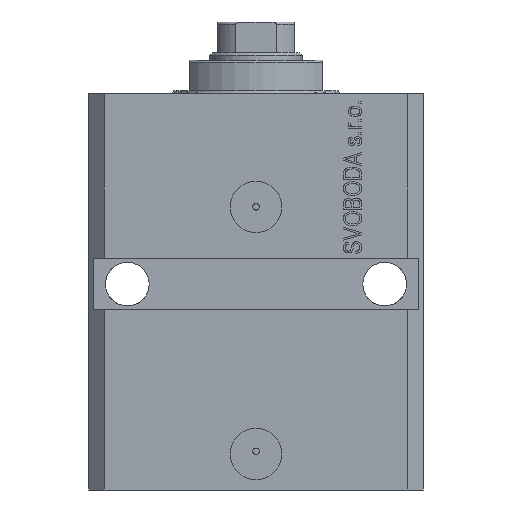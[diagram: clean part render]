
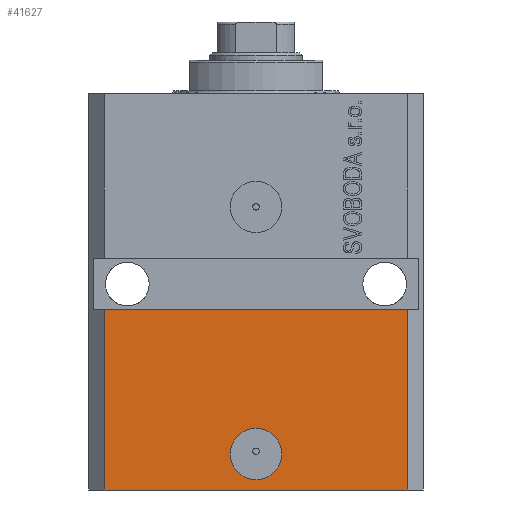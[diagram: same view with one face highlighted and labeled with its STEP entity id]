
A CAD part, front view. The second image highlights one B-rep face of the part: STEP entity #41627.
In plain terms, the highlighted planar face has unit normal (0, -1, 0).
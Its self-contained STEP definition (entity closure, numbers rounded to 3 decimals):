
#3109 = ORIENTED_EDGE ( 'NONE', *, *, #17607, .T. ) ;
#3560 = DIRECTION ( 'NONE',  ( 0., -1., 0. ) ) ;
#3711 = VERTEX_POINT ( 'NONE', #17558 ) ;
#4225 = FACE_BOUND ( 'NONE', #13964, .T. ) ;
#4901 = CARTESIAN_POINT ( 'NONE',  ( 29.5, -22.5, -77. ) ) ;
#5349 = DIRECTION ( 'NONE',  ( 0., 0., 1. ) ) ;
#5404 = DIRECTION ( 'NONE',  ( 1., 0., 0. ) ) ;
#5846 = VECTOR ( 'NONE', #5349, 1000. ) ;
#7150 = CARTESIAN_POINT ( 'NONE',  ( -29.5, -22.5, -77. ) ) ;
#8263 = LINE ( 'NONE', #4901, #5846 ) ;
#8346 = CARTESIAN_POINT ( 'NONE',  ( -29.5, -22.5, -77. ) ) ;
#9175 = DIRECTION ( 'NONE',  ( 1., 0., 0. ) ) ;
#9646 = EDGE_CURVE ( 'NONE', #13830, #23872, #8263, .T. ) ;
#11066 = ORIENTED_EDGE ( 'NONE', *, *, #29102, .F. ) ;
#11263 = CARTESIAN_POINT ( 'NONE',  ( -5., -22.5, -70. ) ) ;
#12346 = LINE ( 'NONE', #43117, #29619 ) ;
#13830 = VERTEX_POINT ( 'NONE', #31402 ) ;
#13964 = EDGE_LOOP ( 'NONE', ( #23161, #38555 ) ) ;
#14458 = AXIS2_PLACEMENT_3D ( 'NONE', #29900, #29457, #19571 ) ;
#14559 = VERTEX_POINT ( 'NONE', #11263 ) ;
#14591 = VERTEX_POINT ( 'NONE', #8346 ) ;
#16757 = CARTESIAN_POINT ( 'NONE',  ( 5., -22.5, -70. ) ) ;
#17362 = LINE ( 'NONE', #31052, #23727 ) ;
#17483 = DIRECTION ( 'NONE',  ( 1., 0., 0. ) ) ;
#17558 = CARTESIAN_POINT ( 'NONE',  ( -29.5, -22.5, -42. ) ) ;
#17607 = EDGE_CURVE ( 'NONE', #14591, #13830, #39269, .T. ) ;
#17917 = PLANE ( 'NONE',  #20443 ) ;
#19571 = DIRECTION ( 'NONE',  ( 1., 0., 0. ) ) ;
#20364 = CARTESIAN_POINT ( 'NONE',  ( 29.5, -22.5, -42. ) ) ;
#20443 = AXIS2_PLACEMENT_3D ( 'NONE', #7150, #3560, #17483 ) ;
#20623 = FACE_OUTER_BOUND ( 'NONE', #21061, .T. ) ;
#21061 = EDGE_LOOP ( 'NONE', ( #33358, #11066, #3109, #36342 ) ) ;
#23161 = ORIENTED_EDGE ( 'NONE', *, *, #33895, .F. ) ;
#23727 = VECTOR ( 'NONE', #40723, 1000. ) ;
#23872 = VERTEX_POINT ( 'NONE', #20364 ) ;
#26388 = VECTOR ( 'NONE', #9175, 1000. ) ;
#27800 = DIRECTION ( 'NONE',  ( 0., -1., 0. ) ) ;
#29102 = EDGE_CURVE ( 'NONE', #14591, #3711, #17362, .T. ) ;
#29457 = DIRECTION ( 'NONE',  ( 0., -1., 0. ) ) ;
#29528 = CIRCLE ( 'NONE', #14458, 5. ) ;
#29619 = VECTOR ( 'NONE', #5404, 1000. ) ;
#29900 = CARTESIAN_POINT ( 'NONE',  ( 0., -22.5, -70. ) ) ;
#31052 = CARTESIAN_POINT ( 'NONE',  ( -29.5, -22.5, -77. ) ) ;
#31402 = CARTESIAN_POINT ( 'NONE',  ( 29.5, -22.5, -77. ) ) ;
#31909 = EDGE_CURVE ( 'NONE', #14559, #32894, #29528, .T. ) ;
#32894 = VERTEX_POINT ( 'NONE', #16757 ) ;
#33358 = ORIENTED_EDGE ( 'NONE', *, *, #34781, .F. ) ;
#33895 = EDGE_CURVE ( 'NONE', #32894, #14559, #35334, .T. ) ;
#34781 = EDGE_CURVE ( 'NONE', #3711, #23872, #12346, .T. ) ;
#35334 = CIRCLE ( 'NONE', #40360, 5. ) ;
#36342 = ORIENTED_EDGE ( 'NONE', *, *, #9646, .T. ) ;
#36792 = CARTESIAN_POINT ( 'NONE',  ( -29.5, -22.5, -77. ) ) ;
#38555 = ORIENTED_EDGE ( 'NONE', *, *, #31909, .F. ) ;
#39269 = LINE ( 'NONE', #36792, #26388 ) ;
#40360 = AXIS2_PLACEMENT_3D ( 'NONE', #40834, #27800, #41500 ) ;
#40723 = DIRECTION ( 'NONE',  ( 0., 0., 1. ) ) ;
#40834 = CARTESIAN_POINT ( 'NONE',  ( 0., -22.5, -70. ) ) ;
#41500 = DIRECTION ( 'NONE',  ( 1., 0., 0. ) ) ;
#41627 = ADVANCED_FACE ( 'NONE', ( #4225, #20623 ), #17917, .T. ) ;
#43117 = CARTESIAN_POINT ( 'NONE',  ( -32.5, -22.5, -42. ) ) ;
